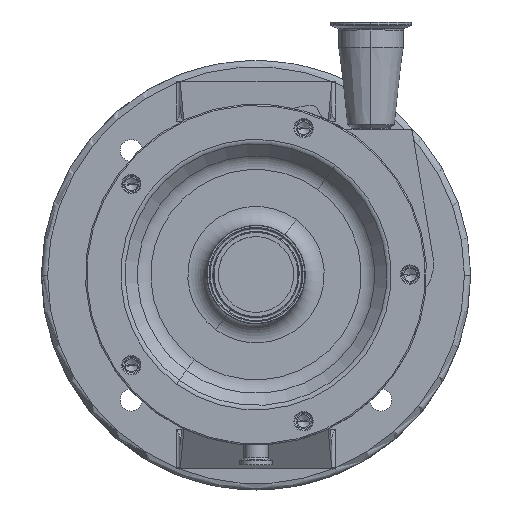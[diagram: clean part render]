
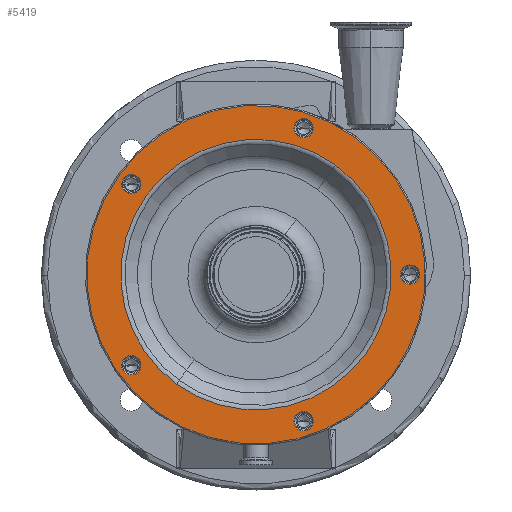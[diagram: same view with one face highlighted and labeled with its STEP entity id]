
A CAD part, top view. The second image highlights one B-rep face of the part: STEP entity #5419.
In plain terms, the highlighted planar face has unit normal (0, 0, 1).
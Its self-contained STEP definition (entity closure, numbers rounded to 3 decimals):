
#54 = DIRECTION ( 'NONE',  ( 0., 0., -1. ) ) ;
#63 = EDGE_CURVE ( 'NONE', #9231, #4139, #75, .T. ) ;
#75 = CIRCLE ( 'NONE', #7565, 7.644 ) ;
#186 = VERTEX_POINT ( 'NONE', #2352 ) ;
#286 = CIRCLE ( 'NONE', #12125, 7.644 ) ;
#551 = EDGE_CURVE ( 'NONE', #2766, #1946, #7772, .T. ) ;
#584 = CARTESIAN_POINT ( 'NONE',  ( -98.7, -71.71, 81. ) ) ;
#771 = EDGE_CURVE ( 'NONE', #12662, #8814, #11929, .T. ) ;
#827 = CARTESIAN_POINT ( 'NONE',  ( 0., 0., 81. ) ) ;
#1017 = ORIENTED_EDGE ( 'NONE', *, *, #10952, .T. ) ;
#1135 = DIRECTION ( 'NONE',  ( -0.588, -0.809, 0. ) ) ;
#1398 = CIRCLE ( 'NONE', #4520, 107.071 ) ;
#1491 = FACE_BOUND ( 'NONE', #10782, .T. ) ;
#1649 = CARTESIAN_POINT ( 'NONE',  ( 0., 0., 81. ) ) ;
#1660 = DIRECTION ( 'NONE',  ( -0.588, -0.809, 0. ) ) ;
#1676 = EDGE_CURVE ( 'NONE', #8814, #12662, #4243, .T. ) ;
#1684 = CIRCLE ( 'NONE', #6910, 7.644 ) ;
#1702 = ORIENTED_EDGE ( 'NONE', *, *, #2516, .T. ) ;
#1739 = DIRECTION ( 'NONE',  ( -0.588, -0.809, 0. ) ) ;
#1890 = CARTESIAN_POINT ( 'NONE',  ( -103.193, 65.526, 81. ) ) ;
#1892 = EDGE_CURVE ( 'NONE', #186, #4918, #9041, .T. ) ;
#1946 = VERTEX_POINT ( 'NONE', #3711 ) ;
#2258 = DIRECTION ( 'NONE',  ( -0.588, -0.809, 0. ) ) ;
#2352 = CARTESIAN_POINT ( 'NONE',  ( 117.507, -6.184, 81. ) ) ;
#2398 = ORIENTED_EDGE ( 'NONE', *, *, #771, .T. ) ;
#2409 = AXIS2_PLACEMENT_3D ( 'NONE', #10046, #9129, #4053 ) ;
#2452 = ORIENTED_EDGE ( 'NONE', *, *, #12714, .T. ) ;
#2463 = VERTEX_POINT ( 'NONE', #11762 ) ;
#2516 = EDGE_CURVE ( 'NONE', #10166, #7846, #6401, .T. ) ;
#2730 = CARTESIAN_POINT ( 'NONE',  ( -108.408, 78.763, 81. ) ) ;
#2766 = VERTEX_POINT ( 'NONE', #6673 ) ;
#2813 = ORIENTED_EDGE ( 'NONE', *, *, #1892, .T. ) ;
#3013 = AXIS2_PLACEMENT_3D ( 'NONE', #5197, #4141, #4207 ) ;
#3223 = AXIS2_PLACEMENT_3D ( 'NONE', #11456, #11594, #1739 ) ;
#3295 = VERTEX_POINT ( 'NONE', #1890 ) ;
#3376 = DIRECTION ( 'NONE',  ( -0.588, -0.809, 0. ) ) ;
#3383 = FACE_BOUND ( 'NONE', #8065, .T. ) ;
#3432 = AXIS2_PLACEMENT_3D ( 'NONE', #2730, #10939, #6708 ) ;
#3495 = DIRECTION ( 'NONE',  ( -0.588, -0.809, 0. ) ) ;
#3610 = DIRECTION ( 'NONE',  ( 0., 0., -1. ) ) ;
#3617 = DIRECTION ( 'NONE',  ( 0., 0., -1. ) ) ;
#3628 = AXIS2_PLACEMENT_3D ( 'NONE', #12406, #11428, #10260 ) ;
#3708 = EDGE_CURVE ( 'NONE', #11482, #3295, #8855, .T. ) ;
#3709 = DIRECTION ( 'NONE',  ( 0., 0., -1. ) ) ;
#3711 = CARTESIAN_POINT ( 'NONE',  ( -62.935, -86.622, 81. ) ) ;
#3807 = AXIS2_PLACEMENT_3D ( 'NONE', #4155, #8268, #3376 ) ;
#3927 = EDGE_LOOP ( 'NONE', ( #1702, #1017 ) ) ;
#3998 = DIRECTION ( 'NONE',  ( -0.588, -0.809, 0. ) ) ;
#4053 = DIRECTION ( 'NONE',  ( -0.588, -0.809, 0. ) ) ;
#4116 = EDGE_LOOP ( 'NONE', ( #9334, #2398 ) ) ;
#4139 = VERTEX_POINT ( 'NONE', #4723 ) ;
#4141 = DIRECTION ( 'NONE',  ( 0., 0., -1. ) ) ;
#4155 = CARTESIAN_POINT ( 'NONE',  ( 0., 0., 81. ) ) ;
#4207 = DIRECTION ( 'NONE',  ( -0.588, -0.809, 0. ) ) ;
#4215 = ORIENTED_EDGE ( 'NONE', *, *, #9537, .T. ) ;
#4229 = AXIS2_PLACEMENT_3D ( 'NONE', #4494, #3709, #6524 ) ;
#4243 = CIRCLE ( 'NONE', #3628, 7.644 ) ;
#4365 = FACE_BOUND ( 'NONE', #12233, .T. ) ;
#4457 = DIRECTION ( 'NONE',  ( -0.588, -0.809, 0. ) ) ;
#4494 = CARTESIAN_POINT ( 'NONE',  ( 37.7, -116.029, 81. ) ) ;
#4497 = FACE_BOUND ( 'NONE', #3927, .T. ) ;
#4520 = AXIS2_PLACEMENT_3D ( 'NONE', #5132, #10151, #2258 ) ;
#4575 = DIRECTION ( 'NONE',  ( 0., 0., -1. ) ) ;
#4603 = CIRCLE ( 'NONE', #11461, 134. ) ;
#4723 = CARTESIAN_POINT ( 'NONE',  ( 42.193, 122.213, 81. ) ) ;
#4764 = EDGE_CURVE ( 'NONE', #10182, #2463, #10283, .T. ) ;
#4918 = VERTEX_POINT ( 'NONE', #10907 ) ;
#5132 = CARTESIAN_POINT ( 'NONE',  ( 0., 0., 81. ) ) ;
#5197 = CARTESIAN_POINT ( 'NONE',  ( 122., 0., 81. ) ) ;
#5262 = CARTESIAN_POINT ( 'NONE',  ( -103.193, -77.894, 81. ) ) ;
#5419 = ADVANCED_FACE ( 'NONE', ( #1491, #5472, #9570, #4497, #4365, #12309, #3383 ), #7368, .F. ) ;
#5472 = FACE_BOUND ( 'NONE', #9196, .T. ) ;
#5523 = CIRCLE ( 'NONE', #3013, 7.644 ) ;
#5815 = ORIENTED_EDGE ( 'NONE', *, *, #8719, .F. ) ;
#5902 = ORIENTED_EDGE ( 'NONE', *, *, #551, .T. ) ;
#6165 = CARTESIAN_POINT ( 'NONE',  ( 33.207, -122.213, 81. ) ) ;
#6401 = CIRCLE ( 'NONE', #11367, 7.644 ) ;
#6524 = DIRECTION ( 'NONE',  ( -0.588, -0.809, 0. ) ) ;
#6626 = CARTESIAN_POINT ( 'NONE',  ( -78.763, -108.408, 81. ) ) ;
#6673 = CARTESIAN_POINT ( 'NONE',  ( 62.935, 86.622, 81. ) ) ;
#6708 = DIRECTION ( 'NONE',  ( -0.588, -0.809, 0. ) ) ;
#6750 = AXIS2_PLACEMENT_3D ( 'NONE', #1649, #10524, #4457 ) ;
#6885 = ORIENTED_EDGE ( 'NONE', *, *, #63, .T. ) ;
#6910 = AXIS2_PLACEMENT_3D ( 'NONE', #11883, #7018, #1135 ) ;
#6968 = ORIENTED_EDGE ( 'NONE', *, *, #7707, .T. ) ;
#7018 = DIRECTION ( 'NONE',  ( 0., 0., -1. ) ) ;
#7208 = ORIENTED_EDGE ( 'NONE', *, *, #3708, .T. ) ;
#7342 = CARTESIAN_POINT ( 'NONE',  ( -94.207, 77.894, 81. ) ) ;
#7368 = PLANE ( 'NONE',  #3432 ) ;
#7565 = AXIS2_PLACEMENT_3D ( 'NONE', #8752, #8629, #11760 ) ;
#7609 = EDGE_LOOP ( 'NONE', ( #10006, #5815 ) ) ;
#7707 = EDGE_CURVE ( 'NONE', #1946, #2766, #1398, .T. ) ;
#7772 = CIRCLE ( 'NONE', #3807, 107.071 ) ;
#7794 = CARTESIAN_POINT ( 'NONE',  ( 42.193, -109.845, 81. ) ) ;
#7846 = VERTEX_POINT ( 'NONE', #5262 ) ;
#8065 = EDGE_LOOP ( 'NONE', ( #6968, #5902 ) ) ;
#8268 = DIRECTION ( 'NONE',  ( 0., 0., -1. ) ) ;
#8604 = DIRECTION ( 'NONE',  ( -0.588, -0.809, 0. ) ) ;
#8629 = DIRECTION ( 'NONE',  ( 0., 0., -1. ) ) ;
#8719 = EDGE_CURVE ( 'NONE', #2463, #10182, #4603, .T. ) ;
#8752 = CARTESIAN_POINT ( 'NONE',  ( 37.7, 116.029, 81. ) ) ;
#8814 = VERTEX_POINT ( 'NONE', #7794 ) ;
#8855 = CIRCLE ( 'NONE', #2409, 7.644 ) ;
#9041 = CIRCLE ( 'NONE', #3223, 7.644 ) ;
#9129 = DIRECTION ( 'NONE',  ( 0., 0., -1. ) ) ;
#9196 = EDGE_LOOP ( 'NONE', ( #4215, #2813 ) ) ;
#9231 = VERTEX_POINT ( 'NONE', #9515 ) ;
#9334 = ORIENTED_EDGE ( 'NONE', *, *, #1676, .T. ) ;
#9515 = CARTESIAN_POINT ( 'NONE',  ( 33.207, 109.845, 81. ) ) ;
#9537 = EDGE_CURVE ( 'NONE', #4918, #186, #5523, .T. ) ;
#9570 = FACE_BOUND ( 'NONE', #4116, .T. ) ;
#9593 = CARTESIAN_POINT ( 'NONE',  ( 37.7, 116.029, 81. ) ) ;
#9594 = CARTESIAN_POINT ( 'NONE',  ( -94.207, -65.526, 81. ) ) ;
#9803 = CARTESIAN_POINT ( 'NONE',  ( -98.7, -71.71, 81. ) ) ;
#10006 = ORIENTED_EDGE ( 'NONE', *, *, #4764, .F. ) ;
#10046 = CARTESIAN_POINT ( 'NONE',  ( -98.7, 71.71, 81. ) ) ;
#10151 = DIRECTION ( 'NONE',  ( 0., 0., -1. ) ) ;
#10166 = VERTEX_POINT ( 'NONE', #9594 ) ;
#10182 = VERTEX_POINT ( 'NONE', #6626 ) ;
#10260 = DIRECTION ( 'NONE',  ( -0.588, -0.809, 0. ) ) ;
#10283 = CIRCLE ( 'NONE', #6750, 134. ) ;
#10524 = DIRECTION ( 'NONE',  ( 0., 0., -1. ) ) ;
#10542 = EDGE_CURVE ( 'NONE', #3295, #11482, #1684, .T. ) ;
#10580 = ORIENTED_EDGE ( 'NONE', *, *, #10542, .T. ) ;
#10654 = AXIS2_PLACEMENT_3D ( 'NONE', #584, #3610, #3495 ) ;
#10782 = EDGE_LOOP ( 'NONE', ( #2452, #6885 ) ) ;
#10907 = CARTESIAN_POINT ( 'NONE',  ( 126.493, 6.184, 81. ) ) ;
#10939 = DIRECTION ( 'NONE',  ( 0., 0., -1. ) ) ;
#10952 = EDGE_CURVE ( 'NONE', #7846, #10166, #11276, .T. ) ;
#11276 = CIRCLE ( 'NONE', #10654, 7.644 ) ;
#11367 = AXIS2_PLACEMENT_3D ( 'NONE', #9803, #54, #3998 ) ;
#11428 = DIRECTION ( 'NONE',  ( 0., 0., -1. ) ) ;
#11456 = CARTESIAN_POINT ( 'NONE',  ( 122., 0., 81. ) ) ;
#11461 = AXIS2_PLACEMENT_3D ( 'NONE', #827, #3617, #1660 ) ;
#11482 = VERTEX_POINT ( 'NONE', #7342 ) ;
#11594 = DIRECTION ( 'NONE',  ( 0., 0., -1. ) ) ;
#11760 = DIRECTION ( 'NONE',  ( -0.588, -0.809, 0. ) ) ;
#11762 = CARTESIAN_POINT ( 'NONE',  ( 78.763, 108.408, 81. ) ) ;
#11883 = CARTESIAN_POINT ( 'NONE',  ( -98.7, 71.71, 81. ) ) ;
#11929 = CIRCLE ( 'NONE', #4229, 7.644 ) ;
#12125 = AXIS2_PLACEMENT_3D ( 'NONE', #9593, #4575, #8604 ) ;
#12233 = EDGE_LOOP ( 'NONE', ( #7208, #10580 ) ) ;
#12309 = FACE_OUTER_BOUND ( 'NONE', #7609, .T. ) ;
#12406 = CARTESIAN_POINT ( 'NONE',  ( 37.7, -116.029, 81. ) ) ;
#12662 = VERTEX_POINT ( 'NONE', #6165 ) ;
#12714 = EDGE_CURVE ( 'NONE', #4139, #9231, #286, .T. ) ;
